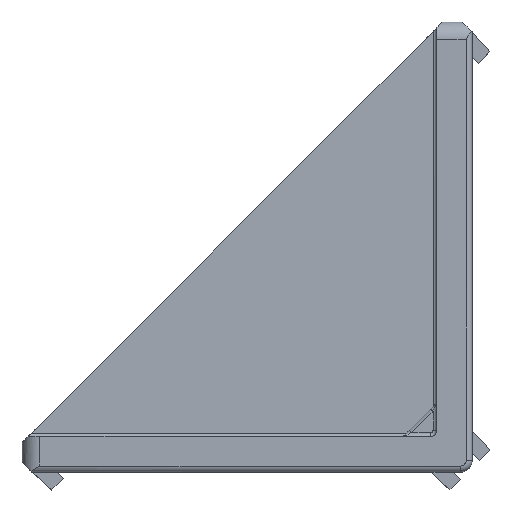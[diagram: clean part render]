
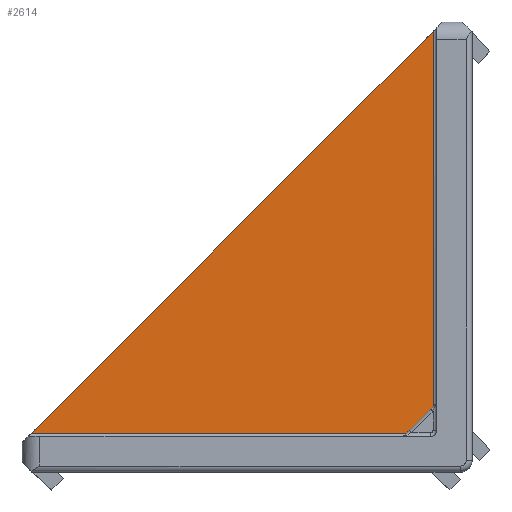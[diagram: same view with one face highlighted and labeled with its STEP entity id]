
A CAD part, top view. The second image highlights one B-rep face of the part: STEP entity #2614.
In plain terms, the highlighted planar face has unit normal (-0.012, 0.012, 1).
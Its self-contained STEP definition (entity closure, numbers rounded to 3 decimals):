
#8 = VERTEX_POINT ( 'NONE', #2633 ) ;
#53 = CARTESIAN_POINT ( 'NONE',  ( -3.379, 3.296, -5.583 ) ) ;
#82 = EDGE_CURVE ( 'NONE', #8, #3413, #4163, .T. ) ;
#207 = VERTEX_POINT ( 'NONE', #1598 ) ;
#490 = CARTESIAN_POINT ( 'NONE',  ( -3.296, 3.496, -5.584 ) ) ;
#759 = AXIS2_PLACEMENT_3D ( 'NONE', #4023, #4467, #1786 ) ;
#1054 = ORIENTED_EDGE ( 'NONE', *, *, #4808, .F. ) ;
#1074 = LINE ( 'NONE', #5540, #4515 ) ;
#1299 = VERTEX_POINT ( 'NONE', #3075 ) ;
#1598 = CARTESIAN_POINT ( 'NONE',  ( -37.204, 3.296, -6. ) ) ;
#1733 = DIRECTION ( 'NONE',  ( 1., 0., 0.012 ) ) ;
#1786 = DIRECTION ( 'NONE',  ( 1., 0., 0.012 ) ) ;
#1969 = ORIENTED_EDGE ( 'NONE', *, *, #82, .T. ) ;
#2013 = CARTESIAN_POINT ( 'NONE',  ( -38., 2.5, -6. ) ) ;
#2089 = VECTOR ( 'NONE', #1733, 1000. ) ;
#2329 = LINE ( 'NONE', #2013, #4567 ) ;
#2372 = EDGE_LOOP ( 'NONE', ( #1969, #4606, #1054, #3170 ) ) ;
#2545 = EDGE_CURVE ( 'NONE', #207, #8, #3281, .T. ) ;
#2614 = ADVANCED_FACE ( 'NONE', ( #5241 ), #3571, .T. ) ;
#2633 = CARTESIAN_POINT ( 'NONE',  ( -3.496, 3.296, -5.584 ) ) ;
#3075 = CARTESIAN_POINT ( 'NONE',  ( -3.296, 37.204, -6. ) ) ;
#3144 = CARTESIAN_POINT ( 'NONE',  ( -3.296, 3.379, -5.583 ) ) ;
#3170 = ORIENTED_EDGE ( 'NONE', *, *, #2545, .T. ) ;
#3281 = LINE ( 'NONE', #4372, #2089 ) ;
#3413 = VERTEX_POINT ( 'NONE', #4348 ) ;
#3571 = PLANE ( 'NONE',  #759 ) ;
#4023 = CARTESIAN_POINT ( 'NONE',  ( -38., 2.5, -6. ) ) ;
#4056 = EDGE_CURVE ( 'NONE', #3413, #1299, #1074, .T. ) ;
#4163 =( BOUNDED_CURVE ( )  B_SPLINE_CURVE ( 3, ( #5372, #53, #3144, #490 ),
 .UNSPECIFIED., .F., .F. ) 
 B_SPLINE_CURVE_WITH_KNOTS ( ( 4, 4 ),
 ( 2.356, 3.927 ),
 .UNSPECIFIED. ) 
 CURVE ( )  GEOMETRIC_REPRESENTATION_ITEM ( )  RATIONAL_B_SPLINE_CURVE ( ( 1., 0.805, 0.805, 1. ) ) 
 REPRESENTATION_ITEM ( '' )  );
#4348 = CARTESIAN_POINT ( 'NONE',  ( -3.296, 3.496, -5.584 ) ) ;
#4372 = CARTESIAN_POINT ( 'NONE',  ( -3.5, 3.296, -5.584 ) ) ;
#4467 = DIRECTION ( 'NONE',  ( -0.012, 0.012, 1. ) ) ;
#4515 = VECTOR ( 'NONE', #5110, 1000. ) ;
#4567 = VECTOR ( 'NONE', #5147, 1000. ) ;
#4606 = ORIENTED_EDGE ( 'NONE', *, *, #4056, .T. ) ;
#4808 = EDGE_CURVE ( 'NONE', #207, #1299, #2329, .T. ) ;
#5110 = DIRECTION ( 'NONE',  ( 0., 1., -0.012 ) ) ;
#5147 = DIRECTION ( 'NONE',  ( 0.707, 0.707, 0. ) ) ;
#5241 = FACE_OUTER_BOUND ( 'NONE', #2372, .T. ) ;
#5372 = CARTESIAN_POINT ( 'NONE',  ( -3.496, 3.296, -5.584 ) ) ;
#5540 = CARTESIAN_POINT ( 'NONE',  ( -3.296, 37.5, -6.004 ) ) ;
